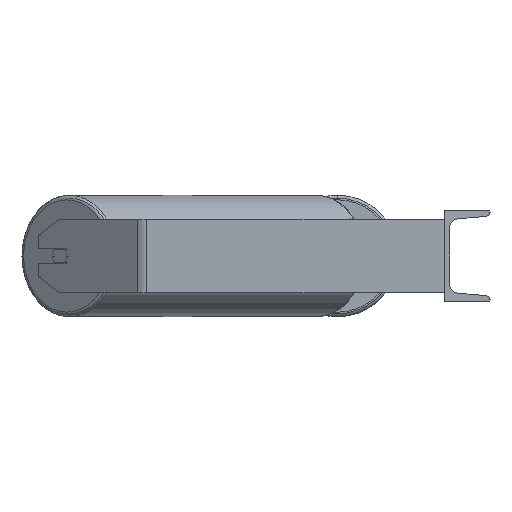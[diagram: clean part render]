
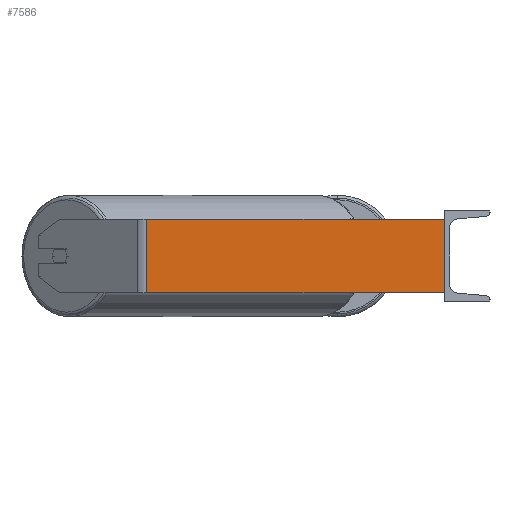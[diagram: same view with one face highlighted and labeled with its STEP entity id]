
A CAD part, left-side view. The second image highlights one B-rep face of the part: STEP entity #7586.
In plain terms, the highlighted planar face has unit normal (-1, 0, 0).
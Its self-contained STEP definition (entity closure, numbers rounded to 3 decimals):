
#564 = ORIENTED_EDGE ( 'NONE', *, *, #1899, .F. ) ;
#701 = ORIENTED_EDGE ( 'NONE', *, *, #5271, .T. ) ;
#810 = DIRECTION ( 'NONE',  ( 1., 0., 0. ) ) ;
#830 = VECTOR ( 'NONE', #4711, 1000. ) ;
#1470 = VERTEX_POINT ( 'NONE', #4632 ) ;
#1501 = PLANE ( 'NONE',  #2074 ) ;
#1508 = LINE ( 'NONE', #6360, #830 ) ;
#1899 = EDGE_CURVE ( 'NONE', #1470, #7555, #5043, .T. ) ;
#2074 = AXIS2_PLACEMENT_3D ( 'NONE', #4270, #810, #5039 ) ;
#2222 = CARTESIAN_POINT ( 'NONE',  ( -685., 325.642, 40. ) ) ;
#2262 = DIRECTION ( 'NONE',  ( 0., 0., -1. ) ) ;
#2379 = VERTEX_POINT ( 'NONE', #8490 ) ;
#2424 = EDGE_CURVE ( 'NONE', #1470, #8134, #3123, .T. ) ;
#3117 = EDGE_CURVE ( 'NONE', #7555, #2379, #1508, .T. ) ;
#3123 = LINE ( 'NONE', #2222, #8843 ) ;
#4252 = ORIENTED_EDGE ( 'NONE', *, *, #2424, .T. ) ;
#4270 = CARTESIAN_POINT ( 'NONE',  ( -685., 331.465, 40. ) ) ;
#4632 = CARTESIAN_POINT ( 'NONE',  ( -685., 325.642, 40. ) ) ;
#4711 = DIRECTION ( 'NONE',  ( 0., 0., -1. ) ) ;
#4731 = EDGE_LOOP ( 'NONE', ( #701, #7657, #564, #4252 ) ) ;
#4829 = LINE ( 'NONE', #5549, #6233 ) ;
#5039 = DIRECTION ( 'NONE',  ( 0., 0., -1. ) ) ;
#5043 = LINE ( 'NONE', #7957, #8146 ) ;
#5271 = EDGE_CURVE ( 'NONE', #8134, #2379, #4829, .T. ) ;
#5549 = CARTESIAN_POINT ( 'NONE',  ( -685., 331.465, -40. ) ) ;
#6233 = VECTOR ( 'NONE', #6951, 1000. ) ;
#6360 = CARTESIAN_POINT ( 'NONE',  ( -685., 0., 40. ) ) ;
#6403 = FACE_OUTER_BOUND ( 'NONE', #4731, .T. ) ;
#6951 = DIRECTION ( 'NONE',  ( 0., -1., 0. ) ) ;
#7254 = CARTESIAN_POINT ( 'NONE',  ( -685., 325.642, -40. ) ) ;
#7555 = VERTEX_POINT ( 'NONE', #8498 ) ;
#7586 = ADVANCED_FACE ( 'NONE', ( #6403 ), #1501, .F. ) ;
#7657 = ORIENTED_EDGE ( 'NONE', *, *, #3117, .F. ) ;
#7872 = DIRECTION ( 'NONE',  ( 0., -1., 0. ) ) ;
#7957 = CARTESIAN_POINT ( 'NONE',  ( -685., 331.465, 40. ) ) ;
#8134 = VERTEX_POINT ( 'NONE', #7254 ) ;
#8146 = VECTOR ( 'NONE', #7872, 1000. ) ;
#8490 = CARTESIAN_POINT ( 'NONE',  ( -685., 0., -40. ) ) ;
#8498 = CARTESIAN_POINT ( 'NONE',  ( -685., 0., 40. ) ) ;
#8843 = VECTOR ( 'NONE', #2262, 1000. ) ;
